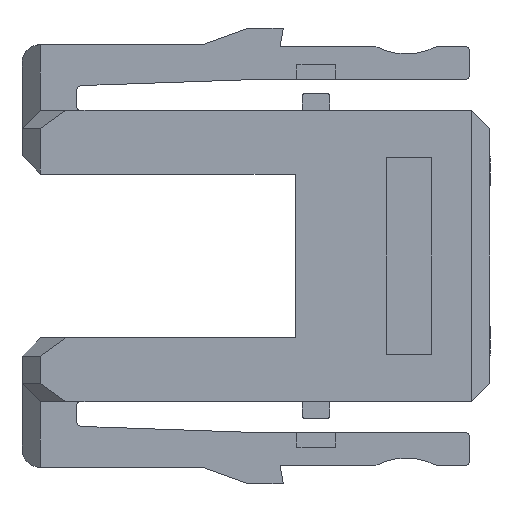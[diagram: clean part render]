
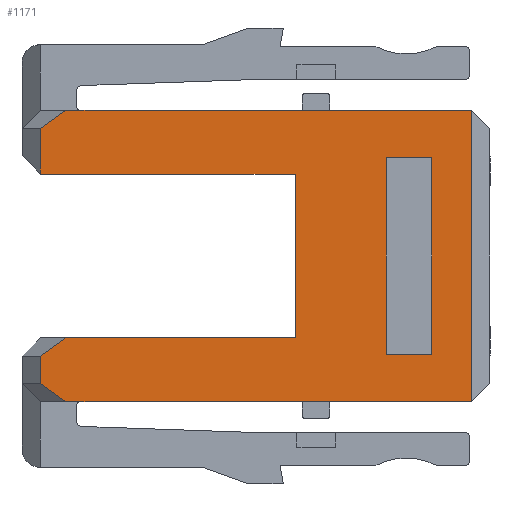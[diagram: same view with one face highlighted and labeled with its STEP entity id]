
A CAD part, left-side view. The second image highlights one B-rep face of the part: STEP entity #1171.
In plain terms, the highlighted planar face has unit normal (-1, 0, 0).
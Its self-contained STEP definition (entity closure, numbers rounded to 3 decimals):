
#1171=ADVANCED_FACE('',(#1380,#1381),#1293,.F.);
#1293=PLANE('',#3189);
#1380=FACE_BOUND('',#1386,.T.);
#1381=FACE_BOUND('',#1387,.T.);
#1386=EDGE_LOOP('',(#1511,#1512,#1513,#1514,#1515,#1516,#1517,#1518,#1519,
#1520,#1521));
#1387=EDGE_LOOP('',(#1522,#1523,#1524,#1525));
#1511=ORIENTED_EDGE('',*,*,#2357,.T.);
#1512=ORIENTED_EDGE('',*,*,#2358,.F.);
#1513=ORIENTED_EDGE('',*,*,#2359,.T.);
#1514=ORIENTED_EDGE('',*,*,#2360,.T.);
#1515=ORIENTED_EDGE('',*,*,#2361,.T.);
#1516=ORIENTED_EDGE('',*,*,#2362,.F.);
#1517=ORIENTED_EDGE('',*,*,#2363,.F.);
#1518=ORIENTED_EDGE('',*,*,#2364,.F.);
#1519=ORIENTED_EDGE('',*,*,#2365,.T.);
#1520=ORIENTED_EDGE('',*,*,#2366,.T.);
#1521=ORIENTED_EDGE('',*,*,#2367,.T.);
#1522=ORIENTED_EDGE('',*,*,#2368,.F.);
#1523=ORIENTED_EDGE('',*,*,#2369,.F.);
#1524=ORIENTED_EDGE('',*,*,#2370,.F.);
#1525=ORIENTED_EDGE('',*,*,#2371,.F.);
#2153=VERTEX_POINT('',#3982);
#2154=VERTEX_POINT('',#3983);
#2155=VERTEX_POINT('',#3985);
#2156=VERTEX_POINT('',#3987);
#2157=VERTEX_POINT('',#3989);
#2158=VERTEX_POINT('',#3991);
#2159=VERTEX_POINT('',#3993);
#2160=VERTEX_POINT('',#3995);
#2161=VERTEX_POINT('',#3997);
#2162=VERTEX_POINT('',#3999);
#2163=VERTEX_POINT('',#4001);
#2164=VERTEX_POINT('',#4004);
#2165=VERTEX_POINT('',#4005);
#2166=VERTEX_POINT('',#4007);
#2167=VERTEX_POINT('',#4009);
#2357=EDGE_CURVE('',#2153,#2154,#2678,.T.);
#2358=EDGE_CURVE('',#2155,#2154,#2679,.T.);
#2359=EDGE_CURVE('',#2155,#2156,#2680,.T.);
#2360=EDGE_CURVE('',#2156,#2157,#2681,.T.);
#2361=EDGE_CURVE('',#2157,#2158,#2682,.T.);
#2362=EDGE_CURVE('',#2159,#2158,#2683,.T.);
#2363=EDGE_CURVE('',#2160,#2159,#2684,.T.);
#2364=EDGE_CURVE('',#2161,#2160,#2685,.T.);
#2365=EDGE_CURVE('',#2161,#2162,#2686,.T.);
#2366=EDGE_CURVE('',#2162,#2163,#2687,.T.);
#2367=EDGE_CURVE('',#2163,#2153,#2688,.T.);
#2368=EDGE_CURVE('',#2164,#2165,#2689,.T.);
#2369=EDGE_CURVE('',#2166,#2164,#2690,.T.);
#2370=EDGE_CURVE('',#2167,#2166,#2691,.T.);
#2371=EDGE_CURVE('',#2165,#2167,#2692,.T.);
#2678=LINE('',#3981,#2933);
#2679=LINE('',#3984,#2934);
#2680=LINE('',#3986,#2935);
#2681=LINE('',#3988,#2936);
#2682=LINE('',#3990,#2937);
#2683=LINE('',#3992,#2938);
#2684=LINE('',#3994,#2939);
#2685=LINE('',#3996,#2940);
#2686=LINE('',#3998,#2941);
#2687=LINE('',#4000,#2942);
#2688=LINE('',#4002,#2943);
#2689=LINE('',#4003,#2944);
#2690=LINE('',#4006,#2945);
#2691=LINE('',#4008,#2946);
#2692=LINE('',#4010,#2947);
#2933=VECTOR('',#3369,1.);
#2934=VECTOR('',#3370,1.);
#2935=VECTOR('',#3371,1.);
#2936=VECTOR('',#3372,1.);
#2937=VECTOR('',#3373,1.);
#2938=VECTOR('',#3374,1.);
#2939=VECTOR('',#3375,1.);
#2940=VECTOR('',#3376,1.);
#2941=VECTOR('',#3377,1.);
#2942=VECTOR('',#3378,1.);
#2943=VECTOR('',#3379,1.);
#2944=VECTOR('',#3380,1.);
#2945=VECTOR('',#3381,1.);
#2946=VECTOR('',#3382,1.);
#2947=VECTOR('',#3383,1.);
#3189=AXIS2_PLACEMENT_3D('',#4011,#3384,#3385);
#3369=DIRECTION('',(0.,-1.,0.));
#3370=DIRECTION('',(0.,0.,-1.));
#3371=DIRECTION('',(0.,1.,0.));
#3372=DIRECTION('',(0.,0.816,-0.577));
#3373=DIRECTION('',(0.,0.,-1.));
#3374=DIRECTION('',(0.,1.,0.));
#3375=DIRECTION('',(0.,0.,1.));
#3376=DIRECTION('',(0.,-1.,0.));
#3377=DIRECTION('',(0.,0.816,-0.577));
#3378=DIRECTION('',(0.,0.,-1.));
#3379=DIRECTION('',(0.,-0.816,-0.577));
#3380=DIRECTION('',(0.,1.,0.));
#3381=DIRECTION('',(0.,0.,1.));
#3382=DIRECTION('',(0.,-1.,0.));
#3383=DIRECTION('',(0.,0.,-1.));
#3384=DIRECTION('',(1.,0.,0.));
#3385=DIRECTION('',(0.,0.,-1.));
#3981=CARTESIAN_POINT('',(-6.675,-3.664,-8.));
#3982=CARTESIAN_POINT('',(-6.675,-3.664,-8.));
#3983=CARTESIAN_POINT('',(-6.675,-25.95,-8.));
#3984=CARTESIAN_POINT('',(-6.675,-25.95,8.));
#3985=CARTESIAN_POINT('',(-6.675,-25.95,8.));
#3986=CARTESIAN_POINT('',(-6.675,-25.95,8.));
#3987=CARTESIAN_POINT('',(-6.675,-3.664,8.));
#3988=CARTESIAN_POINT('',(-6.675,-3.664,8.));
#3989=CARTESIAN_POINT('',(-6.675,-2.25,7.));
#3990=CARTESIAN_POINT('',(-6.675,-2.25,7.));
#3991=CARTESIAN_POINT('',(-6.675,-2.25,4.5));
#3992=CARTESIAN_POINT('',(-6.675,-16.25,4.5));
#3993=CARTESIAN_POINT('',(-6.675,-16.25,4.5));
#3994=CARTESIAN_POINT('',(-6.675,-16.25,-4.5));
#3995=CARTESIAN_POINT('',(-6.675,-16.25,-4.5));
#3996=CARTESIAN_POINT('',(-6.675,-3.664,-4.5));
#3997=CARTESIAN_POINT('',(-6.675,-3.664,-4.5));
#3998=CARTESIAN_POINT('',(-6.675,-3.664,-4.5));
#3999=CARTESIAN_POINT('',(-6.675,-2.25,-5.5));
#4000=CARTESIAN_POINT('',(-6.675,-2.25,-5.5));
#4001=CARTESIAN_POINT('',(-6.675,-2.25,-7.));
#4002=CARTESIAN_POINT('',(-6.675,-2.25,-7.));
#4003=CARTESIAN_POINT('',(-6.675,-23.75,5.4));
#4004=CARTESIAN_POINT('',(-6.675,-23.75,5.4));
#4005=CARTESIAN_POINT('',(-6.675,-21.25,5.4));
#4006=CARTESIAN_POINT('',(-6.675,-23.75,-5.4));
#4007=CARTESIAN_POINT('',(-6.675,-23.75,-5.4));
#4008=CARTESIAN_POINT('',(-6.675,-21.25,-5.4));
#4009=CARTESIAN_POINT('',(-6.675,-21.25,-5.4));
#4010=CARTESIAN_POINT('',(-6.675,-21.25,5.4));
#4011=CARTESIAN_POINT('',(-6.675,-19.114,2.262));
